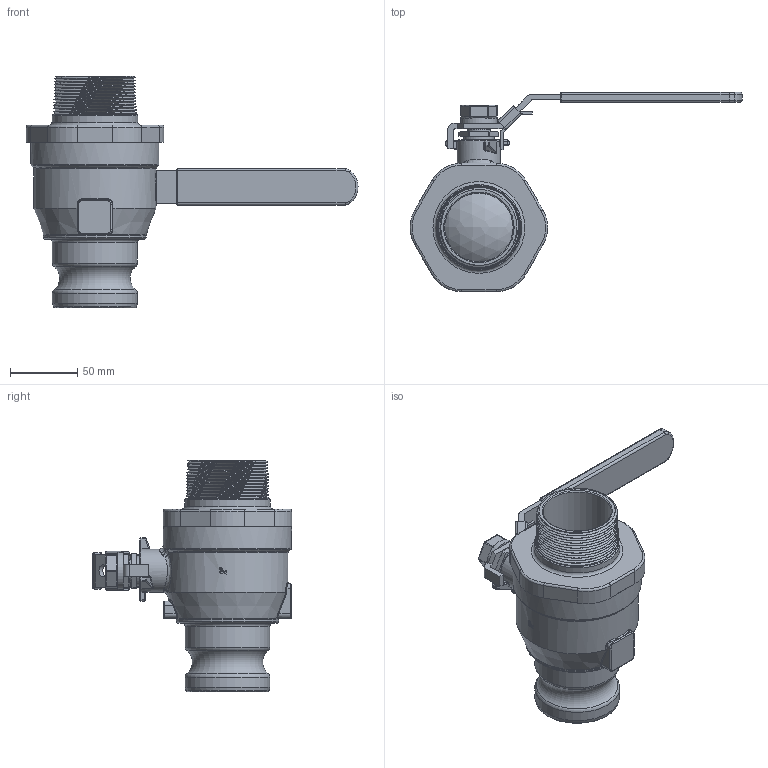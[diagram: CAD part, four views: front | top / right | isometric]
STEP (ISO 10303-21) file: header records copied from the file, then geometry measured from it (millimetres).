
FILE_DESCRIPTION((''),'2;1');
FILE_NAME('VSFMT220SS.stp','2013-06-06T10:46:45',('mclevenger'),(''),'Autodesk Inventor 2013','Autodesk Inventor 2013','');
FILE_SCHEMA(('AUTOMOTIVE_DESIGN { 1 0 10303 214 1 1 1 1 }'));
Length unit declared in the file: inch
Products named in the file (18): VSFMT220SS; VSSF25254; VSS15020; VSS15021; VSS15060; VSS15151; VSS15159; VSS15160; VSS15160M; VSS15160S; VSS15160F; VSS20153; VSS20153_Sleeve; VSS25204; VSS25255; VSS25258; VSSMT25256
Assembly tree (18 placements, depth 3):
  VSFMT220SS
    VSSF25254
    VSS15020
    VSS15021
    VSS15060
    VSS15151
    VSS15159
    VSS15160
      VSS15160M
      VSS15160S
      VSS15160F
    VSS20153
      VSS20153
      VSS20153_Sleeve
    VSS25204
    VSS25255
    VSS25258  x2
    VSSMT25256
Bounding box: 246.14 x 147.85 x 171.45 mm (x, y, z)
Volume: 474927.6 mm3; surface area: 201771.9 mm2
Topology: 19 solids, 19 shells, 1640 faces, 4248 edges, 2720 vertices
Faces by surface type: plane 803, bspline 359, cylinder 326, cone 64, torus 58, sphere 30
Full cylindrical faces by diameter (mm): 9.017 x2, 10.008 x1, 16.825 x2, 16.942 x1, 17.018 x3, 17.17 x1, 17.526 x2, 19.99 x1, 20.066 x1, 21.844 x1, 22.261 x2, 22.606 x2, 23.19 x3, 23.876 x5, 32.004 x1, 50.8 x4, 50.927 x2, 62.967 x2, 63.5 x1, 68.072 x2, 76.2 x1, 77.978 x1, 81.28 x1, 84.836 x1, 85.09 x7, 91.44 x2, 94.996 x1
Entity records: 66926 total; most frequent: CARTESIAN_POINT 29387, ORIENTED_EDGE 8034, DIRECTION 6455, EDGE_CURVE 4017, VERTEX_POINT 2649, VECTOR 2403, LINE 2403, AXIS2_PLACEMENT_3D 2026
